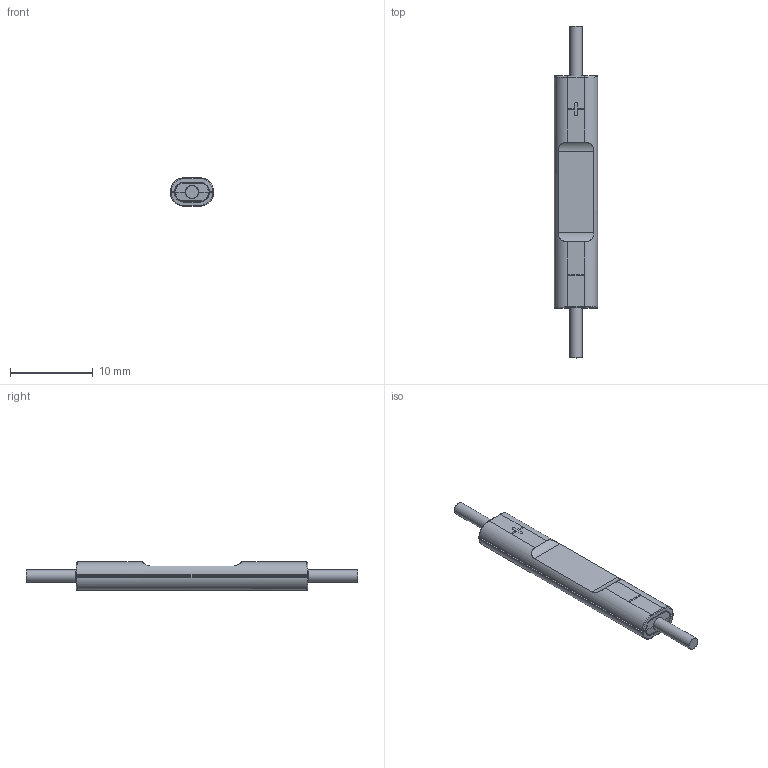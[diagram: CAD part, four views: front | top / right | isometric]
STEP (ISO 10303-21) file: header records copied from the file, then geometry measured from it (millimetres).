
FILE_DESCRIPTION(/* description */ (''),/* implementation_level */ '2;1');
FILE_NAME(/* name */ 'iphobe 3 hands free mic cable_dead copy.stp',/* time_stamp */ '2021-01-14T22:48:05+08:00',/* author */ (''),/* organization */ (''),/* preprocessor_version */ 'ST-DEVELOPER v15',/* originating_system */ 'SIEMENS PLM Software NX 9.0',/* authorisation */ '');
FILE_SCHEMA (('AP203_CONFIGURATION_CONTROLLED_3D_DESIGN_OF_MECHANICAL_PARTS_AND_ASSEMBLIES_MIM_LF { 1 0 10303 403 2 1 2}'));
Length unit declared in the file: millimetre
Products named in the file (1): user382C37ADwz4w
Bounding box: 5.2 x 40 x 3.41 mm (x, y, z)
Volume: 310.9 mm3; surface area: 1520.1 mm2
Topology: 13 solids, 13 shells, 529 faces, 1417 edges, 916 vertices
Faces by surface type: plane 399, cylinder 90, bspline 28, extrusion 10, cone 2
Full cylindrical faces by diameter (mm): 0.5 x3, 0.7 x7, 1.5 x2, 1.6 x2
Entity records: 18182 total; most frequent: CARTESIAN_POINT 4940, ORIENTED_EDGE 2802, DIRECTION 2509, EDGE_CURVE 1401, VECTOR 1077, LINE 1067, VERTEX_POINT 916, AXIS2_PLACEMENT_3D 716
